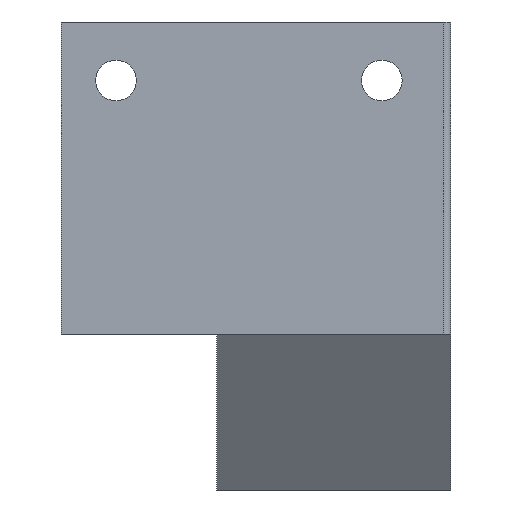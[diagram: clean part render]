
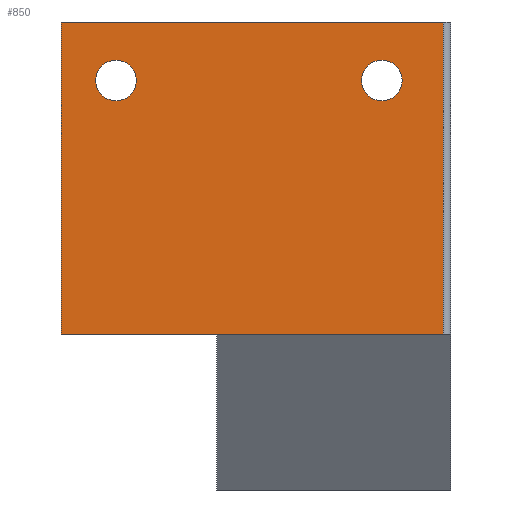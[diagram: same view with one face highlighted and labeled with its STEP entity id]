
A CAD part, front view. The second image highlights one B-rep face of the part: STEP entity #850.
In plain terms, the highlighted planar face has unit normal (0, -1, 0).
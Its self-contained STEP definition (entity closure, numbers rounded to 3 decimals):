
#9 = VERTEX_POINT ( 'NONE', #530 ) ;
#35 = EDGE_CURVE ( 'NONE', #286, #665, #605, .T. ) ;
#36 = PLANE ( 'NONE',  #482 ) ;
#51 = VECTOR ( 'NONE', #122, 1000. ) ;
#57 = DIRECTION ( 'NONE',  ( -1., 0., 0. ) ) ;
#61 = CARTESIAN_POINT ( 'NONE',  ( 536.434, 0., 0. ) ) ;
#64 = EDGE_CURVE ( 'NONE', #9, #429, #255, .T. ) ;
#68 = EDGE_CURVE ( 'NONE', #491, #379, #138, .T. ) ;
#78 = AXIS2_PLACEMENT_3D ( 'NONE', #387, #109, #326 ) ;
#89 = LINE ( 'NONE', #653, #202 ) ;
#102 = FACE_BOUND ( 'NONE', #846, .T. ) ;
#105 = EDGE_CURVE ( 'NONE', #9, #286, #876, .T. ) ;
#109 = DIRECTION ( 'NONE',  ( 0., 1., 0. ) ) ;
#119 = DIRECTION ( 'NONE',  ( -1., 0., 0. ) ) ;
#122 = DIRECTION ( 'NONE',  ( 0., 0., 1. ) ) ;
#124 = CARTESIAN_POINT ( 'NONE',  ( 494.484, 0., 29.9 ) ) ;
#125 = ORIENTED_EDGE ( 'NONE', *, *, #35, .T. ) ;
#138 = CIRCLE ( 'NONE', #198, 2.6 ) ;
#166 = VECTOR ( 'NONE', #887, 1000. ) ;
#174 = CARTESIAN_POINT ( 'NONE',  ( 528.575, 0., 35.1 ) ) ;
#188 = AXIS2_PLACEMENT_3D ( 'NONE', #336, #533, #119 ) ;
#198 = AXIS2_PLACEMENT_3D ( 'NONE', #882, #409, #469 ) ;
#202 = VECTOR ( 'NONE', #368, 1000. ) ;
#249 = DIRECTION ( 'NONE',  ( -1., 0., 0. ) ) ;
#255 = LINE ( 'NONE', #534, #356 ) ;
#278 = ORIENTED_EDGE ( 'NONE', *, *, #796, .F. ) ;
#286 = VERTEX_POINT ( 'NONE', #61 ) ;
#326 = DIRECTION ( 'NONE',  ( -1., 0., 0. ) ) ;
#336 = CARTESIAN_POINT ( 'NONE',  ( 528.575, 0., 32.5 ) ) ;
#356 = VECTOR ( 'NONE', #816, 1000. ) ;
#368 = DIRECTION ( 'NONE',  ( 1., 0., 0. ) ) ;
#379 = VERTEX_POINT ( 'NONE', #174 ) ;
#381 = FACE_OUTER_BOUND ( 'NONE', #823, .T. ) ;
#387 = CARTESIAN_POINT ( 'NONE',  ( 494.484, 0., 32.5 ) ) ;
#394 = CIRCLE ( 'NONE', #721, 2.6 ) ;
#395 = CARTESIAN_POINT ( 'NONE',  ( 494.484, 0., 32.5 ) ) ;
#409 = DIRECTION ( 'NONE',  ( 0., 1., 0. ) ) ;
#429 = VERTEX_POINT ( 'NONE', #468 ) ;
#432 = VERTEX_POINT ( 'NONE', #731 ) ;
#451 = CARTESIAN_POINT ( 'NONE',  ( 507.434, 0., 10. ) ) ;
#468 = CARTESIAN_POINT ( 'NONE',  ( 487.434, 0., 40. ) ) ;
#469 = DIRECTION ( 'NONE',  ( -1., 0., 0. ) ) ;
#482 = AXIS2_PLACEMENT_3D ( 'NONE', #451, #866, #249 ) ;
#491 = VERTEX_POINT ( 'NONE', #643 ) ;
#494 = ORIENTED_EDGE ( 'NONE', *, *, #699, .T. ) ;
#499 = ORIENTED_EDGE ( 'NONE', *, *, #675, .T. ) ;
#502 = ORIENTED_EDGE ( 'NONE', *, *, #64, .F. ) ;
#530 = CARTESIAN_POINT ( 'NONE',  ( 487.434, 0., 0. ) ) ;
#533 = DIRECTION ( 'NONE',  ( 0., 1., 0. ) ) ;
#534 = CARTESIAN_POINT ( 'NONE',  ( 487.434, 0., 0. ) ) ;
#542 = CARTESIAN_POINT ( 'NONE',  ( 536.434, 0., 10. ) ) ;
#545 = ORIENTED_EDGE ( 'NONE', *, *, #105, .T. ) ;
#548 = CARTESIAN_POINT ( 'NONE',  ( 507.434, 0., 0. ) ) ;
#598 = DIRECTION ( 'NONE',  ( 0., 1., 0. ) ) ;
#605 = LINE ( 'NONE', #542, #51 ) ;
#643 = CARTESIAN_POINT ( 'NONE',  ( 528.575, 0., 29.9 ) ) ;
#651 = EDGE_CURVE ( 'NONE', #432, #698, #768, .T. ) ;
#653 = CARTESIAN_POINT ( 'NONE',  ( 507.434, 0., 40. ) ) ;
#665 = VERTEX_POINT ( 'NONE', #677 ) ;
#675 = EDGE_CURVE ( 'NONE', #698, #432, #394, .T. ) ;
#677 = CARTESIAN_POINT ( 'NONE',  ( 536.434, 0., 40. ) ) ;
#698 = VERTEX_POINT ( 'NONE', #124 ) ;
#699 = EDGE_CURVE ( 'NONE', #379, #491, #896, .T. ) ;
#704 = ORIENTED_EDGE ( 'NONE', *, *, #68, .T. ) ;
#721 = AXIS2_PLACEMENT_3D ( 'NONE', #395, #598, #57 ) ;
#722 = FACE_BOUND ( 'NONE', #889, .T. ) ;
#731 = CARTESIAN_POINT ( 'NONE',  ( 494.484, 0., 35.1 ) ) ;
#768 = CIRCLE ( 'NONE', #78, 2.6 ) ;
#796 = EDGE_CURVE ( 'NONE', #429, #665, #89, .T. ) ;
#816 = DIRECTION ( 'NONE',  ( 0., 0., 1. ) ) ;
#823 = EDGE_LOOP ( 'NONE', ( #545, #125, #278, #502 ) ) ;
#846 = EDGE_LOOP ( 'NONE', ( #868, #499 ) ) ;
#850 = ADVANCED_FACE ( 'NONE', ( #722, #102, #381 ), #36, .F. ) ;
#866 = DIRECTION ( 'NONE',  ( 0., 1., 0. ) ) ;
#868 = ORIENTED_EDGE ( 'NONE', *, *, #651, .T. ) ;
#876 = LINE ( 'NONE', #548, #166 ) ;
#882 = CARTESIAN_POINT ( 'NONE',  ( 528.575, 0., 32.5 ) ) ;
#887 = DIRECTION ( 'NONE',  ( 1., 0., 0. ) ) ;
#889 = EDGE_LOOP ( 'NONE', ( #494, #704 ) ) ;
#896 = CIRCLE ( 'NONE', #188, 2.6 ) ;
